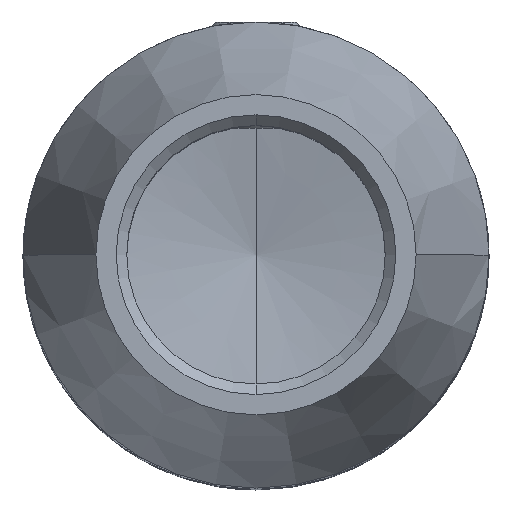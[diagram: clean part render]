
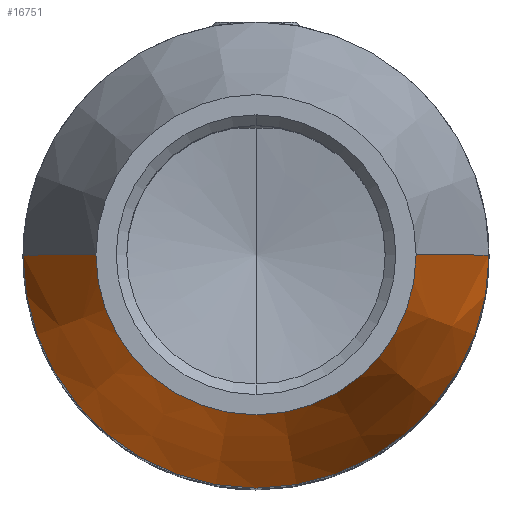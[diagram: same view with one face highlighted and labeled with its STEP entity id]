
A CAD part, top view. The second image highlights one B-rep face of the part: STEP entity #16751.
In plain terms, the highlighted conical face has half-angle 19 degrees and reference radius 7.557 mm.
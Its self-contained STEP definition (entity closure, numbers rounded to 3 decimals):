
#622 = CIRCLE ( 'NONE', #14354, 7.557 ) ;
#631 = DIRECTION ( 'NONE',  ( 0., 0., 1. ) ) ;
#701 = DIRECTION ( 'NONE',  ( 1., 0., 0. ) ) ;
#1076 = ORIENTED_EDGE ( 'NONE', *, *, #13934, .F. ) ;
#1303 = CARTESIAN_POINT ( 'NONE',  ( 0., 0., 0. ) ) ;
#2914 = ORIENTED_EDGE ( 'NONE', *, *, #6744, .T. ) ;
#3031 = LINE ( 'NONE', #17962, #10323 ) ;
#3039 = AXIS2_PLACEMENT_3D ( 'NONE', #17754, #631, #701 ) ;
#3115 = VERTEX_POINT ( 'NONE', #10655 ) ;
#3230 = DIRECTION ( 'NONE',  ( 1., 0., 0. ) ) ;
#4265 = CIRCLE ( 'NONE', #3039, 11. ) ;
#4606 = DIRECTION ( 'NONE',  ( 0., 0., 1. ) ) ;
#4728 = VECTOR ( 'NONE', #14948, 1000. ) ;
#6744 = EDGE_CURVE ( 'NONE', #3115, #16003, #3031, .T. ) ;
#6821 = VERTEX_POINT ( 'NONE', #11940 ) ;
#6917 = ORIENTED_EDGE ( 'NONE', *, *, #8916, .F. ) ;
#8026 = EDGE_CURVE ( 'NONE', #16003, #6821, #4265, .T. ) ;
#8819 = LINE ( 'NONE', #11805, #4728 ) ;
#8916 = EDGE_CURVE ( 'NONE', #15065, #6821, #8819, .T. ) ;
#9870 = CARTESIAN_POINT ( 'NONE',  ( -11., 0., -10. ) ) ;
#10223 = EDGE_LOOP ( 'NONE', ( #6917, #1076, #2914, #16567 ) ) ;
#10323 = VECTOR ( 'NONE', #14944, 1000. ) ;
#10579 = DIRECTION ( 'NONE',  ( 0., 0., -1. ) ) ;
#10655 = CARTESIAN_POINT ( 'NONE',  ( -7.557, 0., 0. ) ) ;
#11805 = CARTESIAN_POINT ( 'NONE',  ( 7.557, 0., 0. ) ) ;
#11940 = CARTESIAN_POINT ( 'NONE',  ( 11., 0., -10. ) ) ;
#12049 = CONICAL_SURFACE ( 'NONE', #18235, 7.557, 0.332 ) ;
#13618 = DIRECTION ( 'NONE',  ( -1., 0., 0. ) ) ;
#13934 = EDGE_CURVE ( 'NONE', #3115, #15065, #622, .T. ) ;
#13956 = CARTESIAN_POINT ( 'NONE',  ( 0., 0., 0. ) ) ;
#14354 = AXIS2_PLACEMENT_3D ( 'NONE', #13956, #4606, #3230 ) ;
#14944 = DIRECTION ( 'NONE',  ( -0.326, 0., -0.946 ) ) ;
#14948 = DIRECTION ( 'NONE',  ( 0.326, 0., -0.946 ) ) ;
#15065 = VERTEX_POINT ( 'NONE', #19623 ) ;
#16003 = VERTEX_POINT ( 'NONE', #9870 ) ;
#16567 = ORIENTED_EDGE ( 'NONE', *, *, #8026, .T. ) ;
#16751 = ADVANCED_FACE ( 'NONE', ( #16917 ), #12049, .T. ) ;
#16917 = FACE_OUTER_BOUND ( 'NONE', #10223, .T. ) ;
#17754 = CARTESIAN_POINT ( 'NONE',  ( 0., 0., -10. ) ) ;
#17962 = CARTESIAN_POINT ( 'NONE',  ( -7.557, 0., 0. ) ) ;
#18235 = AXIS2_PLACEMENT_3D ( 'NONE', #1303, #10579, #13618 ) ;
#19623 = CARTESIAN_POINT ( 'NONE',  ( 7.557, 0., 0. ) ) ;
